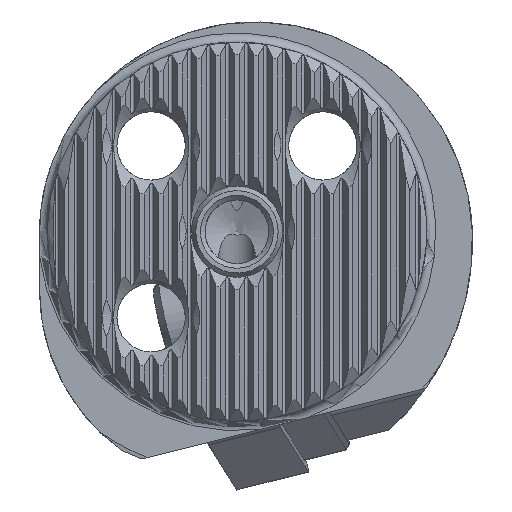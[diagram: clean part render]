
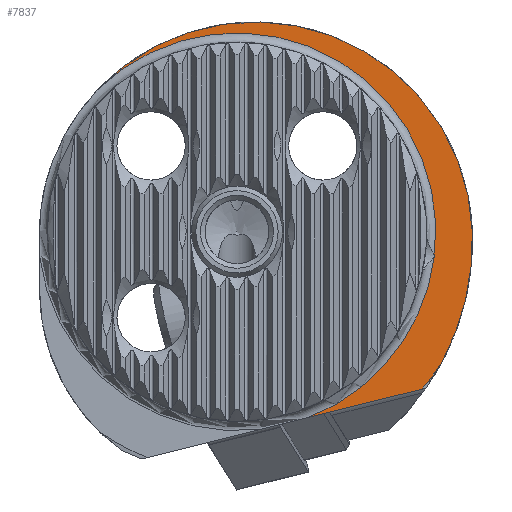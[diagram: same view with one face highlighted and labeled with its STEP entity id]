
A CAD part, left-side view. The second image highlights one B-rep face of the part: STEP entity #7837.
In plain terms, the highlighted planar face has unit normal (-1, 0, 0).
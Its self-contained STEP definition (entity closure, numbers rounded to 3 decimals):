
#217 = DIRECTION ( 'NONE',  ( 0., 0., 1. ) ) ;
#496 = ORIENTED_EDGE ( 'NONE', *, *, #10058, .T. ) ;
#614 = DIRECTION ( 'NONE',  ( -1., 0., 0. ) ) ;
#1170 = ORIENTED_EDGE ( 'NONE', *, *, #13849, .F. ) ;
#1283 = CIRCLE ( 'NONE', #14869, 14.299 ) ;
#1285 = CARTESIAN_POINT ( 'NONE',  ( 6.5, -15.5, 0. ) ) ;
#1333 = DIRECTION ( 'NONE',  ( 0., 0., -1. ) ) ;
#2346 = CARTESIAN_POINT ( 'NONE',  ( 6.5, -4.713, -12.223 ) ) ;
#2449 = VECTOR ( 'NONE', #5462, 1000. ) ;
#2492 = CIRCLE ( 'NONE', #6780, 16. ) ;
#2648 = VERTEX_POINT ( 'NONE', #2346 ) ;
#2811 = CARTESIAN_POINT ( 'NONE',  ( 6.5, 0., 0. ) ) ;
#3591 = AXIS2_PLACEMENT_3D ( 'NONE', #8323, #4862, #217 ) ;
#3666 = PLANE ( 'NONE',  #7188 ) ;
#4360 = ORIENTED_EDGE ( 'NONE', *, *, #6298, .F. ) ;
#4862 = DIRECTION ( 'NONE',  ( -1., 0., 0. ) ) ;
#4938 = CIRCLE ( 'NONE', #3591, 13.1 ) ;
#5241 = ORIENTED_EDGE ( 'NONE', *, *, #6138, .F. ) ;
#5319 = CIRCLE ( 'NONE', #9700, 17. ) ;
#5370 = EDGE_LOOP ( 'NONE', ( #4360, #5241, #1170, #496, #5420, #12230 ) ) ;
#5411 = CARTESIAN_POINT ( 'NONE',  ( 6.5, 11.919, -16.37 ) ) ;
#5420 = ORIENTED_EDGE ( 'NONE', *, *, #12104, .T. ) ;
#5462 = DIRECTION ( 'NONE',  ( 0., 0.97, -0.242 ) ) ;
#5902 = DIRECTION ( 'NONE',  ( 0., 0., -1. ) ) ;
#6005 = CIRCLE ( 'NONE', #10608, 13.1 ) ;
#6138 = EDGE_CURVE ( 'NONE', #2648, #14088, #6005, .T. ) ;
#6298 = EDGE_CURVE ( 'NONE', #14088, #11957, #4938, .T. ) ;
#6446 = DIRECTION ( 'NONE',  ( -1., 0., 0. ) ) ;
#6510 = EDGE_CURVE ( 'NONE', #7246, #11957, #1283, .T. ) ;
#6545 = CARTESIAN_POINT ( 'NONE',  ( 6.5, -13.484, -8.613 ) ) ;
#6625 = CARTESIAN_POINT ( 'NONE',  ( 6.5, -1.209, -0.476 ) ) ;
#6780 = AXIS2_PLACEMENT_3D ( 'NONE', #2811, #6446, #14476 ) ;
#6895 = DIRECTION ( 'NONE',  ( -1., 0., 0. ) ) ;
#6940 = DIRECTION ( 'NONE',  ( 0., 0., 1. ) ) ;
#7188 = AXIS2_PLACEMENT_3D ( 'NONE', #11653, #13942, #1333 ) ;
#7246 = VERTEX_POINT ( 'NONE', #1285 ) ;
#7837 = ADVANCED_FACE ( 'NONE', ( #8901 ), #3666, .F. ) ;
#8002 = CARTESIAN_POINT ( 'NONE',  ( 6.5, -12.195, -10.357 ) ) ;
#8323 = CARTESIAN_POINT ( 'NONE',  ( 6.5, 0., 0. ) ) ;
#8424 = CARTESIAN_POINT ( 'NONE',  ( 6.5, -13.002, -1.596 ) ) ;
#8901 = FACE_OUTER_BOUND ( 'NONE', #5370, .T. ) ;
#9347 = VERTEX_POINT ( 'NONE', #6545 ) ;
#9700 = AXIS2_PLACEMENT_3D ( 'NONE', #10515, #12891, #5902 ) ;
#9722 = VERTEX_POINT ( 'NONE', #8002 ) ;
#9971 = DIRECTION ( 'NONE',  ( 0., 0., -1. ) ) ;
#10058 = EDGE_CURVE ( 'NONE', #9722, #9347, #2492, .T. ) ;
#10515 = CARTESIAN_POINT ( 'NONE',  ( 6.5, 1.491, -0.565 ) ) ;
#10608 = AXIS2_PLACEMENT_3D ( 'NONE', #11534, #6895, #6940 ) ;
#11297 = CARTESIAN_POINT ( 'NONE',  ( 6.5, 9.235, 9.291 ) ) ;
#11534 = CARTESIAN_POINT ( 'NONE',  ( 6.5, 0., 0. ) ) ;
#11653 = CARTESIAN_POINT ( 'NONE',  ( 6.5, 16., 0. ) ) ;
#11957 = VERTEX_POINT ( 'NONE', #11297 ) ;
#12104 = EDGE_CURVE ( 'NONE', #9347, #7246, #5319, .T. ) ;
#12230 = ORIENTED_EDGE ( 'NONE', *, *, #6510, .T. ) ;
#12891 = DIRECTION ( 'NONE',  ( -1., 0., 0. ) ) ;
#13608 = LINE ( 'NONE', #5411, #2449 ) ;
#13849 = EDGE_CURVE ( 'NONE', #9722, #2648, #13608, .T. ) ;
#13942 = DIRECTION ( 'NONE',  ( 1., 0., 0. ) ) ;
#14088 = VERTEX_POINT ( 'NONE', #8424 ) ;
#14476 = DIRECTION ( 'NONE',  ( 0., 0., 1. ) ) ;
#14869 = AXIS2_PLACEMENT_3D ( 'NONE', #6625, #614, #9971 ) ;
